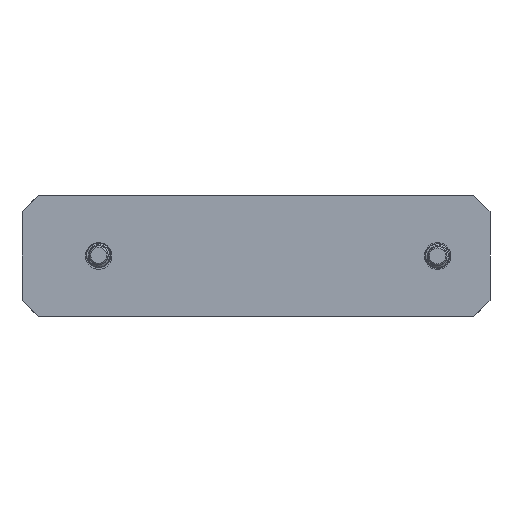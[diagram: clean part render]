
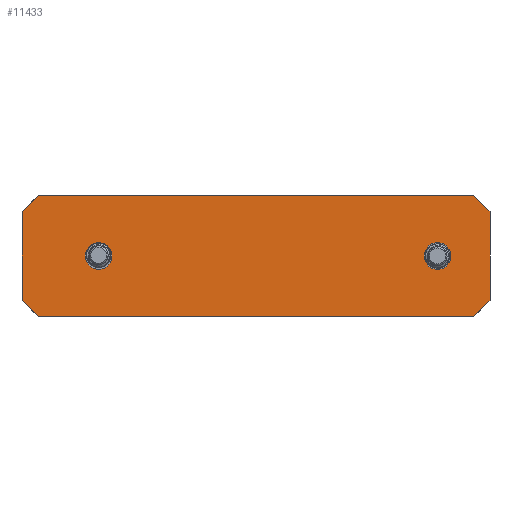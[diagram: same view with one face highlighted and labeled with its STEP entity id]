
A CAD part, left-side view. The second image highlights one B-rep face of the part: STEP entity #11433.
In plain terms, the highlighted planar face has unit normal (-1, 0, 0).
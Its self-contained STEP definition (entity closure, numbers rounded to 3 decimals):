
#192=FACE_BOUND('',#1786,.T.);
#193=FACE_BOUND('',#1787,.T.);
#536=CIRCLE('',#12322,1.65);
#537=CIRCLE('',#12324,1.65);
#1064=FACE_OUTER_BOUND('',#1785,.T.);
#1785=EDGE_LOOP('',(#8384,#8385,#8386,#8387,#8388,#8389,#8390,#8391));
#1786=EDGE_LOOP('',(#8392));
#1787=EDGE_LOOP('',(#8393));
#2420=LINE('',#16536,#3572);
#2470=LINE('',#16682,#3622);
#2619=LINE('',#17270,#3771);
#2660=LINE('',#17360,#3812);
#2699=LINE('',#17498,#3851);
#2701=LINE('',#17501,#3853);
#2730=LINE('',#17555,#3882);
#2737=LINE('',#17591,#3889);
#3572=VECTOR('',#13188,10.);
#3622=VECTOR('',#13320,10.);
#3771=VECTOR('',#13747,10.);
#3812=VECTOR('',#13838,10.);
#3851=VECTOR('',#13989,10.);
#3853=VECTOR('',#13993,10.);
#3882=VECTOR('',#14066,10.);
#3889=VECTOR('',#14101,10.);
#4720=VERTEX_POINT('',#16532);
#4722=VERTEX_POINT('',#16535);
#4775=VERTEX_POINT('',#16678);
#4777=VERTEX_POINT('',#16681);
#4917=VERTEX_POINT('',#17269);
#4941=VERTEX_POINT('',#17359);
#4972=VERTEX_POINT('',#17497);
#4975=VERTEX_POINT('',#17554);
#4981=VERTEX_POINT('',#17602);
#4982=VERTEX_POINT('',#17606);
#5791=EDGE_CURVE('',#4722,#4720,#2420,.T.);
#5864=EDGE_CURVE('',#4775,#4777,#2470,.T.);
#6082=EDGE_CURVE('',#4917,#4720,#2619,.T.);
#6128=EDGE_CURVE('',#4722,#4941,#2660,.T.);
#6192=EDGE_CURVE('',#4941,#4972,#2699,.T.);
#6194=EDGE_CURVE('',#4972,#4775,#2701,.T.);
#6225=EDGE_CURVE('',#4777,#4975,#2730,.T.);
#6235=EDGE_CURVE('',#4917,#4975,#2737,.F.);
#6241=EDGE_CURVE('',#4981,#4981,#536,.T.);
#6242=EDGE_CURVE('',#4982,#4982,#537,.T.);
#8384=ORIENTED_EDGE('',*,*,#6082,.F.);
#8385=ORIENTED_EDGE('',*,*,#6235,.T.);
#8386=ORIENTED_EDGE('',*,*,#6225,.F.);
#8387=ORIENTED_EDGE('',*,*,#5864,.F.);
#8388=ORIENTED_EDGE('',*,*,#6194,.F.);
#8389=ORIENTED_EDGE('',*,*,#6192,.F.);
#8390=ORIENTED_EDGE('',*,*,#6128,.F.);
#8391=ORIENTED_EDGE('',*,*,#5791,.T.);
#8392=ORIENTED_EDGE('',*,*,#6242,.T.);
#8393=ORIENTED_EDGE('',*,*,#6241,.T.);
#10803=PLANE('',#12332);
#11433=ADVANCED_FACE('',(#1064,#192,#193),#10803,.T.);
#12322=AXIS2_PLACEMENT_3D('',#17604,#14117,#14118);
#12324=AXIS2_PLACEMENT_3D('',#17607,#14121,#14122);
#12332=AXIS2_PLACEMENT_3D('',#17621,#14142,#14143);
#13188=DIRECTION('',(0.,-1.,0.));
#13320=DIRECTION('',(0.,-1.,0.));
#13747=DIRECTION('',(0.,0.707,-0.707));
#13838=DIRECTION('',(0.,0.707,0.707));
#13989=DIRECTION('',(0.,0.,1.));
#13993=DIRECTION('',(0.,-0.707,0.707));
#14066=DIRECTION('',(0.,-0.707,-0.707));
#14101=DIRECTION('',(0.,0.,-1.));
#14117=DIRECTION('center_axis',(1.,0.,0.));
#14118=DIRECTION('ref_axis',(0.,1.,0.));
#14121=DIRECTION('center_axis',(1.,0.,0.));
#14122=DIRECTION('ref_axis',(0.,-1.,0.));
#14142=DIRECTION('center_axis',(-1.,0.,0.));
#14143=DIRECTION('ref_axis',(0.,-1.,0.));
#16532=CARTESIAN_POINT('',(-10.,-38.,0.));
#16535=CARTESIAN_POINT('',(-10.,16.,0.));
#16536=CARTESIAN_POINT('',(-10.,20.,0.));
#16678=CARTESIAN_POINT('',(-10.,16.,15.));
#16681=CARTESIAN_POINT('',(-10.,-38.,15.));
#16682=CARTESIAN_POINT('',(-10.,20.,15.));
#17269=CARTESIAN_POINT('',(-10.,-40.,2.));
#17270=CARTESIAN_POINT('',(-10.,-24.,-14.));
#17359=CARTESIAN_POINT('',(-10.,18.,2.));
#17360=CARTESIAN_POINT('',(-10.,17.5,1.5));
#17497=CARTESIAN_POINT('',(-10.,18.,13.));
#17498=CARTESIAN_POINT('',(-10.,18.,0.));
#17501=CARTESIAN_POINT('',(-10.,21.25,9.75));
#17554=CARTESIAN_POINT('',(-10.,-40.,13.));
#17555=CARTESIAN_POINT('',(-10.,-27.75,25.25));
#17591=CARTESIAN_POINT('',(-10.,-40.,0.));
#17602=CARTESIAN_POINT('',(-10.,6.85,7.5));
#17604=CARTESIAN_POINT('Origin',(-10.,8.5,7.5));
#17606=CARTESIAN_POINT('',(-10.,-31.85,7.5));
#17607=CARTESIAN_POINT('Origin',(-10.,-33.5,7.5));
#17621=CARTESIAN_POINT('Origin',(-10.,20.,0.));
